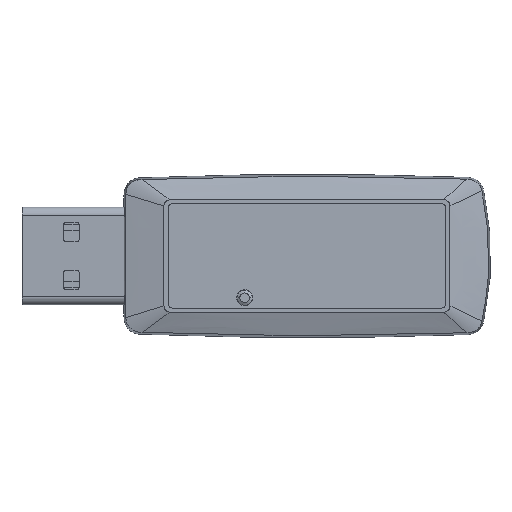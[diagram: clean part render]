
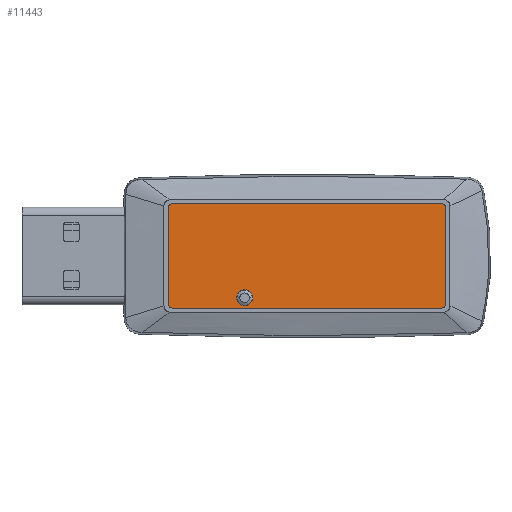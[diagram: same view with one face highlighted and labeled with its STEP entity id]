
A CAD part, top view. The second image highlights one B-rep face of the part: STEP entity #11443.
In plain terms, the highlighted planar face has unit normal (0, 0, 1).
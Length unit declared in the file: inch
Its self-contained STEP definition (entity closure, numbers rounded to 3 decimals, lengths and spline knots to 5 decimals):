
#7569=DIRECTION('',(0.,-1.,0.));
#7570=VECTOR('',#7569,0.47);
#7571=CARTESIAN_POINT('',(-0.68,0.235,0.2025));
#7572=LINE('',#7571,#7570);
#7576=CARTESIAN_POINT('',(-0.66,0.235,0.2025));
#7577=DIRECTION('',(0.,0.,1.));
#7578=DIRECTION('',(0.,1.,0.));
#7579=AXIS2_PLACEMENT_3D('',#7576,#7577,#7578);
#7584=DIRECTION('',(-1.,0.,0.));
#7585=VECTOR('',#7584,1.32);
#7586=CARTESIAN_POINT('',(0.66,0.255,0.2025));
#7587=LINE('',#7586,#7585);
#7591=CARTESIAN_POINT('',(0.66,0.235,0.2025));
#7592=DIRECTION('',(0.,0.,1.));
#7593=DIRECTION('',(1.,0.,0.));
#7594=AXIS2_PLACEMENT_3D('',#7591,#7592,#7593);
#7599=DIRECTION('',(0.,1.,0.));
#7600=VECTOR('',#7599,0.47);
#7601=CARTESIAN_POINT('',(0.68,-0.235,0.2025));
#7602=LINE('',#7601,#7600);
#7606=CARTESIAN_POINT('',(0.66,-0.235,0.2025));
#7607=DIRECTION('',(0.,0.,1.));
#7608=DIRECTION('',(0.,-1.,0.));
#7609=AXIS2_PLACEMENT_3D('',#7606,#7607,#7608);
#7614=DIRECTION('',(1.,0.,0.));
#7615=VECTOR('',#7614,1.32);
#7616=CARTESIAN_POINT('',(-0.66,-0.255,0.2025));
#7617=LINE('',#7616,#7615);
#7621=CARTESIAN_POINT('',(-0.66,-0.235,0.2025));
#7622=DIRECTION('',(0.,0.,1.));
#7623=DIRECTION('',(-1.,0.,0.));
#7624=AXIS2_PLACEMENT_3D('',#7621,#7622,#7623);
#7629=CARTESIAN_POINT('',(-0.305,-0.205,0.2025));
#7630=DIRECTION('',(0.,0.,-1.));
#7631=DIRECTION('',(-1.,0.,0.));
#7632=AXIS2_PLACEMENT_3D('',#7629,#7630,#7631);
#7637=CARTESIAN_POINT('',(-0.305,-0.205,0.2025));
#7638=DIRECTION('',(0.,0.,-1.));
#7639=DIRECTION('',(1.,0.,0.));
#7640=AXIS2_PLACEMENT_3D('',#7637,#7638,#7639);
#9045=CARTESIAN_POINT('',(-0.66,-0.255,0.2025));
#9046=CARTESIAN_POINT('',(0.66,-0.255,0.2025));
#9047=VERTEX_POINT('',#9045);
#9048=VERTEX_POINT('',#9046);
#9049=CARTESIAN_POINT('',(0.68,-0.235,0.2025));
#9050=CARTESIAN_POINT('',(0.68,0.235,0.2025));
#9051=VERTEX_POINT('',#9049);
#9052=VERTEX_POINT('',#9050);
#9053=CARTESIAN_POINT('',(0.66,0.255,0.2025));
#9054=CARTESIAN_POINT('',(-0.66,0.255,0.2025));
#9055=VERTEX_POINT('',#9053);
#9056=VERTEX_POINT('',#9054);
#9057=CARTESIAN_POINT('',(-0.68,0.235,0.2025));
#9058=CARTESIAN_POINT('',(-0.68,-0.235,0.2025));
#9059=VERTEX_POINT('',#9057);
#9060=VERTEX_POINT('',#9058);
#9213=CARTESIAN_POINT('',(-0.34405,-0.205,0.2025));
#9214=CARTESIAN_POINT('',(-0.26595,-0.205,0.2025));
#9215=VERTEX_POINT('',#9213);
#9216=VERTEX_POINT('',#9214);
#11416=CARTESIAN_POINT('',(0.,0.,0.2025));
#11417=DIRECTION('',(0.,0.,1.));
#11418=DIRECTION('',(1.,0.,0.));
#11419=AXIS2_PLACEMENT_3D('',#11416,#11417,#11418);
#11420=PLANE('',#11419);
#11422=ORIENTED_EDGE('',*,*,#11421,.F.);
#11424=ORIENTED_EDGE('',*,*,#11423,.F.);
#11426=ORIENTED_EDGE('',*,*,#11425,.F.);
#11428=ORIENTED_EDGE('',*,*,#11427,.F.);
#11430=ORIENTED_EDGE('',*,*,#11429,.F.);
#11432=ORIENTED_EDGE('',*,*,#11431,.F.);
#11434=ORIENTED_EDGE('',*,*,#11433,.F.);
#11436=ORIENTED_EDGE('',*,*,#11435,.F.);
#11437=EDGE_LOOP('',(#11422,#11424,#11426,#11428,#11430,#11432,#11434,#11436));
#11438=FACE_OUTER_BOUND('',#11437,.F.);
#11439=ORIENTED_EDGE('',*,*,#11410,.F.);
#11440=ORIENTED_EDGE('',*,*,#11396,.F.);
#11441=EDGE_LOOP('',(#11439,#11440));
#11442=FACE_BOUND('',#11441,.F.);
#11443=ADVANCED_FACE('',(#11438,#11442),#11420,.T.);
#7580=CIRCLE('',#7579,0.02);
#7595=CIRCLE('',#7594,0.02);
#7610=CIRCLE('',#7609,0.02);
#7625=CIRCLE('',#7624,0.02);
#7633=CIRCLE('',#7632,0.03905);
#7641=CIRCLE('',#7640,0.03905);
#11396=EDGE_CURVE('',#9216,#9215,#7641,.T.);
#11410=EDGE_CURVE('',#9215,#9216,#7633,.T.);
#11421=EDGE_CURVE('',#9059,#9060,#7572,.T.);
#11423=EDGE_CURVE('',#9056,#9059,#7580,.T.);
#11425=EDGE_CURVE('',#9055,#9056,#7587,.T.);
#11427=EDGE_CURVE('',#9052,#9055,#7595,.T.);
#11429=EDGE_CURVE('',#9051,#9052,#7602,.T.);
#11431=EDGE_CURVE('',#9048,#9051,#7610,.T.);
#11433=EDGE_CURVE('',#9047,#9048,#7617,.T.);
#11435=EDGE_CURVE('',#9060,#9047,#7625,.T.);
